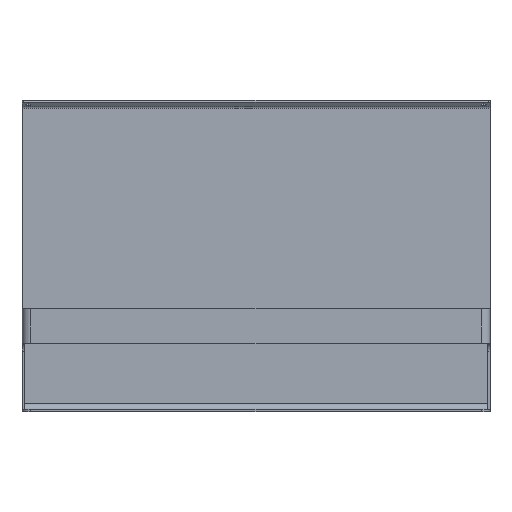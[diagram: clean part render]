
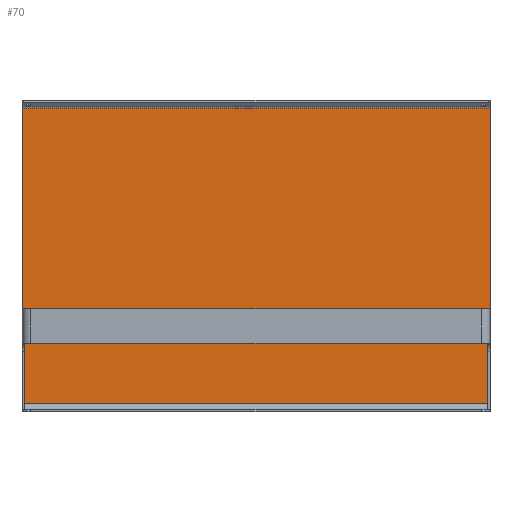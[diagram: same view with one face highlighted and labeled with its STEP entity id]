
A CAD part, front view. The second image highlights one B-rep face of the part: STEP entity #70.
In plain terms, the highlighted planar face has unit normal (0, -1, 0).
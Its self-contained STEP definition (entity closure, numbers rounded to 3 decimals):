
#70=ADVANCED_FACE('',(#133),#134,.F.);
#133=FACE_OUTER_BOUND('',#243,.T.);
#134=PLANE('',#244);
#243=EDGE_LOOP('',(#411,#412,#413,#414,#415,#416,#417,#418));
#244=AXIS2_PLACEMENT_3D('',#419,#420,#421);
#411=ORIENTED_EDGE('',*,*,#830,.F.);
#412=ORIENTED_EDGE('',*,*,#811,.F.);
#413=ORIENTED_EDGE('',*,*,#831,.T.);
#414=ORIENTED_EDGE('',*,*,#832,.F.);
#415=ORIENTED_EDGE('',*,*,#833,.F.);
#416=ORIENTED_EDGE('',*,*,#825,.F.);
#417=ORIENTED_EDGE('',*,*,#829,.F.);
#418=ORIENTED_EDGE('',*,*,#801,.F.);
#419=CARTESIAN_POINT('',(0.0,0.0,0.0));
#420=DIRECTION('',(-0.0,1.0,0.0));
#421=DIRECTION('',(1.0,0.0,0.0));
#801=EDGE_CURVE('',#961,#963,#964,.T.);
#811=EDGE_CURVE('',#981,#983,#984,.T.);
#825=EDGE_CURVE('',#1006,#1008,#1009,.T.);
#829=EDGE_CURVE('',#963,#1006,#1014,.T.);
#830=EDGE_CURVE('',#983,#961,#1015,.T.);
#831=EDGE_CURVE('',#981,#1016,#1017,.T.);
#832=EDGE_CURVE('',#1018,#1016,#1019,.T.);
#833=EDGE_CURVE('',#1008,#1018,#1020,.T.);
#961=VERTEX_POINT('',#1212);
#963=VERTEX_POINT('',#1214);
#964=LINE('',#1215,#1216);
#981=VERTEX_POINT('',#1239);
#983=VERTEX_POINT('',#1242);
#984=LINE('',#1243,#1244);
#1006=VERTEX_POINT('',#1276);
#1008=VERTEX_POINT('',#1279);
#1009=LINE('',#1280,#1281);
#1014=LINE('',#1288,#1289);
#1015=LINE('',#1290,#1291);
#1016=VERTEX_POINT('',#1292);
#1017=LINE('',#1293,#1294);
#1018=VERTEX_POINT('',#1295);
#1019=LINE('',#1296,#1297);
#1020=LINE('',#1298,#1299);
#1212=CARTESIAN_POINT('',(150.0,0.0,88.704));
#1214=CARTESIAN_POINT('',(150.0,0.0,-40.));
#1215=CARTESIAN_POINT('',(150.0,0.0,106.0));
#1216=VECTOR('',#1554,1000.0);
#1239=CARTESIAN_POINT('',(-150.0,0.0,-40.));
#1242=CARTESIAN_POINT('',(-150.0,0.0,88.704));
#1243=CARTESIAN_POINT('',(-150.0,0.0,-106.0));
#1244=VECTOR('',#1568,1000.0);
#1276=CARTESIAN_POINT('',(148.5,0.0,-40.));
#1279=CARTESIAN_POINT('',(148.5,0.0,-100.5));
#1280=CARTESIAN_POINT('',(148.5,0.0,0.0));
#1281=VECTOR('',#1586,1000.0);
#1288=CARTESIAN_POINT('',(0.0,0.0,-40.));
#1289=VECTOR('',#1592,1000.0);
#1290=CARTESIAN_POINT('',(-150.0,0.0,88.704));
#1291=VECTOR('',#1593,1000.0);
#1292=CARTESIAN_POINT('',(-148.5,0.0,-40.));
#1293=CARTESIAN_POINT('',(0.0,0.0,-40.));
#1294=VECTOR('',#1594,1000.0);
#1295=CARTESIAN_POINT('',(-148.5,0.0,-100.5));
#1296=CARTESIAN_POINT('',(-148.5,0.0,0.0));
#1297=VECTOR('',#1595,1000.0);
#1298=CARTESIAN_POINT('',(150.0,0.0,-100.5));
#1299=VECTOR('',#1596,1000.0);
#1554=DIRECTION('',(0.0,0.0,-1.0));
#1568=DIRECTION('',(0.0,0.0,1.0));
#1586=DIRECTION('',(0.0,0.0,-1.0));
#1592=DIRECTION('',(-1.0,0.0,0.0));
#1593=DIRECTION('',(1.0,0.0,0.0));
#1594=DIRECTION('',(1.0,0.0,0.0));
#1595=DIRECTION('',(0.0,0.0,1.0));
#1596=DIRECTION('',(-1.0,0.0,0.0));
